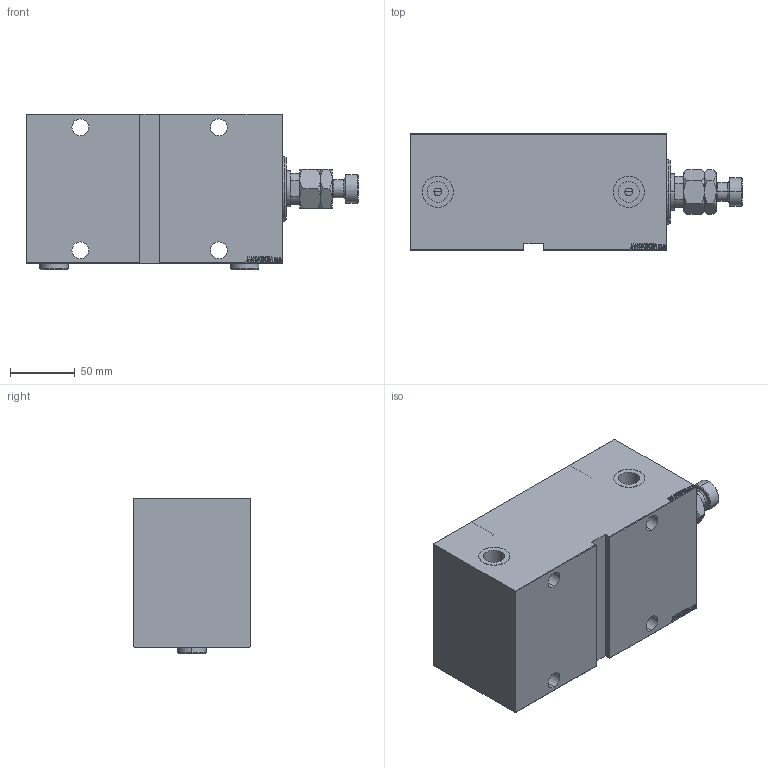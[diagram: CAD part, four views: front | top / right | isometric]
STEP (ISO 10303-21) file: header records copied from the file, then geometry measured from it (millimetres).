
FILE_DESCRIPTION (( 'STEP AP203' ), '1' );
FILE_NAME ('8953.STEP', '2024-02-12T20:12:43', ( '' ), ( '' ), 'SwSTEP 2.0', 'SolidWorks 2019', '' );
FILE_SCHEMA (( 'CONFIG_CONTROL_DESIGN' ));
Length unit declared in the file: millimetre
Products named in the file (6): V450CM_E_Body 9192e34f216ccaf07b192be6dd750975; 8953; V450CM_VC_B 9192e34f216ccaf07b192be6dd750975; MFA 9192e34f216ccaf07b192be6dd750975; Zatka_OIL_PORT 9192e34f216ccaf07b192be6dd750975; V450CM_E_VCP 9192e34f216ccaf07b192be6dd750975
Assembly tree (6 placements, depth 2):
  8953
    V450CM_E_Body 9192e34f216ccaf07b192be6dd750975
    V450CM_E_VCP 9192e34f216ccaf07b192be6dd750975
    V450CM_VC_B 9192e34f216ccaf07b192be6dd750975
    MFA 9192e34f216ccaf07b192be6dd750975
    Zatka_OIL_PORT 9192e34f216ccaf07b192be6dd750975  x2
Bounding box: 256.5 x 90 x 119.9 mm (x, y, z)
Volume: 1708372.3 mm3; surface area: 209882.4 mm2
Topology: 6 solids, 6 shells, 964 faces, 2426 edges, 1591 vertices
Faces by surface type: plane 462, bspline 380, cylinder 72, cone 46, torus 4
Entity records: 46070 total; most frequent: CARTESIAN_POINT 25237, ORIENTED_EDGE 4768, DIRECTION 2896, EDGE_CURVE 2384, VERTEX_POINT 1567, LINE 1380, VECTOR 1380, EDGE_LOOP 1077
